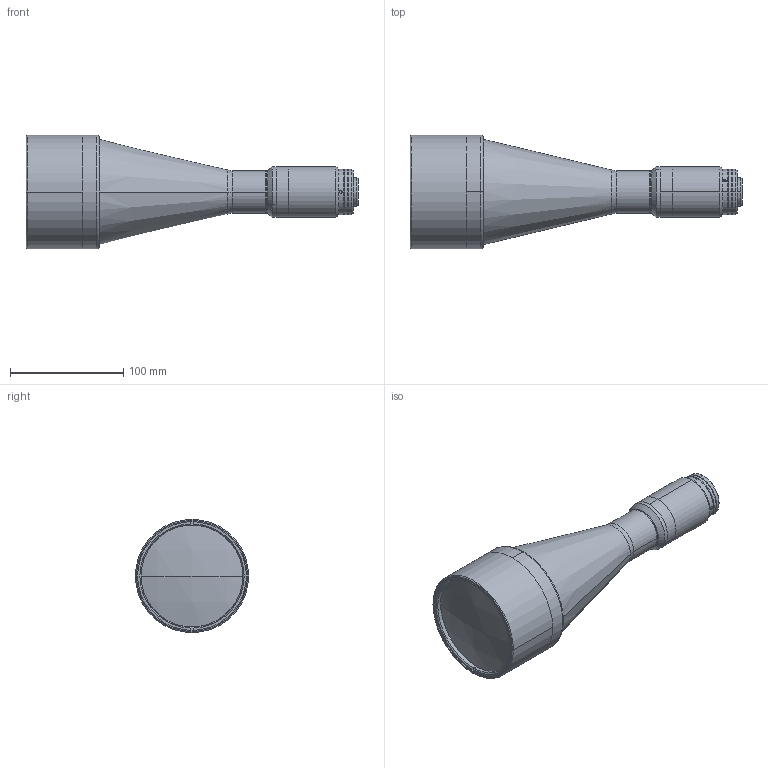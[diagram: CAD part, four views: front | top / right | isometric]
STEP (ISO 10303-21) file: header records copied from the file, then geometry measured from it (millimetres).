
FILE_DESCRIPTION (( 'STEP AP203' ), '1' );
FILE_NAME ('DP32113-A_TC4MHRP064-C.step', '2022-06-13T08:41:03', ( '' ), ( '' ), 'SwSTEP 2.0', 'SolidWorks 2021', '' );
FILE_SCHEMA (( 'CONFIG_CONTROL_DESIGN' ));
Length unit declared in the file: millimetre
Products named in the file (1): DP32113-A_TC4MHRP064-C
Bounding box: 293.11 x 100 x 100 mm (x, y, z)
Surface area: 82943.3 mm2 (no closed solid volume)
Topology: 0 solids, 14 shells, 86 faces, 236 edges, 163 vertices
Faces by surface type: cylinder 40, plane 22, cone 16, torus 6, sphere 2
Entity records: 3050 total; most frequent: CARTESIAN_POINT 720, DIRECTION 526, ORIENTED_EDGE 382, EDGE_CURVE 236, AXIS2_PLACEMENT_3D 219, VERTEX_POINT 163, CIRCLE 132, EDGE_LOOP 107
